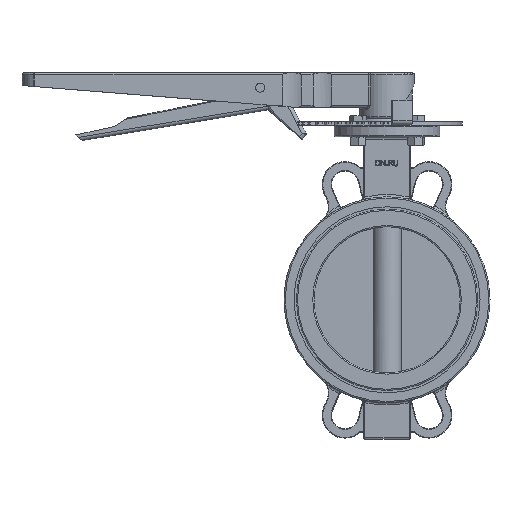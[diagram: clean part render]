
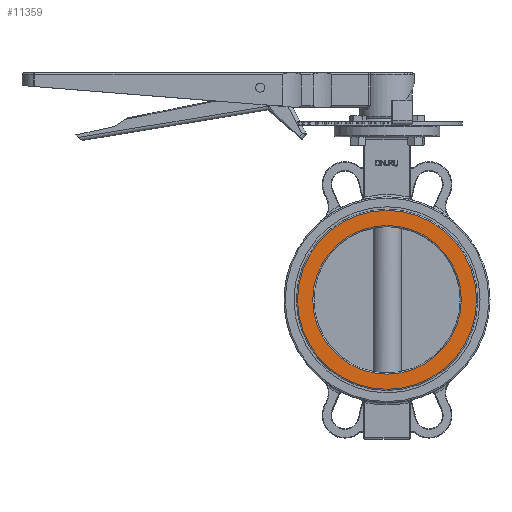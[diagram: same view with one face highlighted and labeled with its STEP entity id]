
A CAD part, top view. The second image highlights one B-rep face of the part: STEP entity #11359.
In plain terms, the highlighted planar face has unit normal (0, 0, 1).
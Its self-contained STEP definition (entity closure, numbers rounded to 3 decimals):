
#230=FACE_BOUND('',#3304,.T.);
#354=PLANE('',#12448);
#2636=FACE_OUTER_BOUND('',#3303,.T.);
#3303=EDGE_LOOP('',(#8518));
#3304=EDGE_LOOP('',(#8519));
#4175=CIRCLE('',#12444,63.5);
#4179=CIRCLE('',#12449,76.5);
#4931=VERTEX_POINT('',#20337);
#4934=VERTEX_POINT('',#20345);
#6231=EDGE_CURVE('',#4931,#4931,#4175,.T.);
#6235=EDGE_CURVE('',#4934,#4934,#4179,.T.);
#8518=ORIENTED_EDGE('',*,*,#6235,.F.);
#8519=ORIENTED_EDGE('',*,*,#6231,.F.);
#11359=ADVANCED_FACE('',(#2636,#230),#354,.T.);
#12444=AXIS2_PLACEMENT_3D('',#20338,#14487,#14488);
#12448=AXIS2_PLACEMENT_3D('',#20344,#14495,#14496);
#12449=AXIS2_PLACEMENT_3D('',#20346,#14497,#14498);
#14487=DIRECTION('center_axis',(0.,0.,1.));
#14488=DIRECTION('ref_axis',(-1.,0.,0.));
#14495=DIRECTION('center_axis',(0.,0.,1.));
#14496=DIRECTION('ref_axis',(1.,0.,0.));
#14497=DIRECTION('center_axis',(0.,0.,-1.));
#14498=DIRECTION('ref_axis',(-1.,0.,0.));
#20337=CARTESIAN_POINT('',(63.5,0.,29.));
#20338=CARTESIAN_POINT('Origin',(0.,0.,29.));
#20344=CARTESIAN_POINT('Origin',(0.,0.,29.));
#20345=CARTESIAN_POINT('',(-76.5,0.,29.));
#20346=CARTESIAN_POINT('Origin',(0.,0.,29.));
